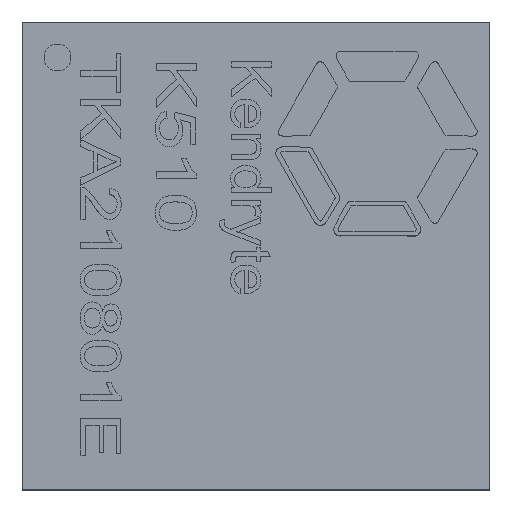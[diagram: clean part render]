
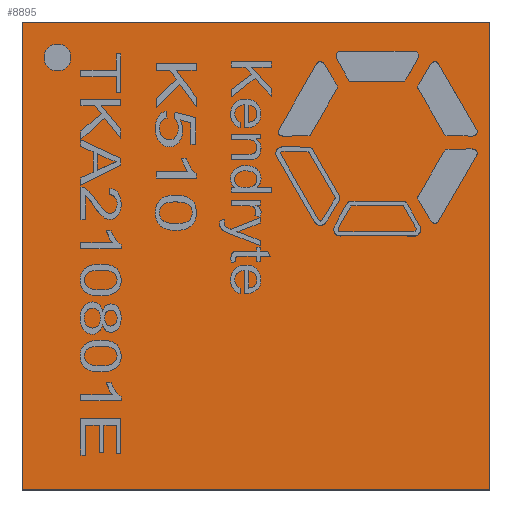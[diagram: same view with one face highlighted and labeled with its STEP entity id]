
A CAD part, top view. The second image highlights one B-rep face of the part: STEP entity #8895.
In plain terms, the highlighted planar face has unit normal (0, 0, 1).
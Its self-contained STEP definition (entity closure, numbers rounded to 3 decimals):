
#8895=ADVANCED_FACE('',(#11108),#10344,.T.);
#10344=PLANE('',#24462);
#11108=FACE_OUTER_BOUND('',#11985,.T.);
#11985=EDGE_LOOP('',(#12942,#12943,#12944,#12945));
#12942=ORIENTED_EDGE('',*,*,#20123,.F.);
#12943=ORIENTED_EDGE('',*,*,#20124,.F.);
#12944=ORIENTED_EDGE('',*,*,#20125,.F.);
#12945=ORIENTED_EDGE('',*,*,#20126,.F.);
#17900=VERTEX_POINT('',#29454);
#17901=VERTEX_POINT('',#29455);
#17902=VERTEX_POINT('',#29457);
#17903=VERTEX_POINT('',#29459);
#20123=EDGE_CURVE('',#17900,#17901,#22618,.T.);
#20124=EDGE_CURVE('',#17902,#17900,#22619,.T.);
#20125=EDGE_CURVE('',#17903,#17902,#22620,.T.);
#20126=EDGE_CURVE('',#17901,#17903,#22621,.T.);
#22618=LINE('',#29453,#23479);
#22619=LINE('',#29456,#23480);
#22620=LINE('',#29458,#23481);
#22621=LINE('',#29460,#23482);
#23479=VECTOR('',#25818,1.);
#23480=VECTOR('',#25819,1.);
#23481=VECTOR('',#25820,1.);
#23482=VECTOR('',#25821,1.);
#24462=AXIS2_PLACEMENT_3D('',#29461,#25822,#25823);
#25818=DIRECTION('',(-1.,0.,0.));
#25819=DIRECTION('',(0.,-1.,0.));
#25820=DIRECTION('',(1.,0.,0.));
#25821=DIRECTION('',(0.,1.,0.));
#25822=DIRECTION('',(0.,0.,1.));
#25823=DIRECTION('',(1.,0.,0.));
#29453=CARTESIAN_POINT('',(7.,0.,0.89));
#29454=CARTESIAN_POINT('',(14.,0.,0.89));
#29455=CARTESIAN_POINT('',(0.,0.,0.89));
#29456=CARTESIAN_POINT('',(14.,7.,0.89));
#29457=CARTESIAN_POINT('',(14.,14.,0.89));
#29458=CARTESIAN_POINT('',(7.,14.,0.89));
#29459=CARTESIAN_POINT('',(0.,14.,0.89));
#29460=CARTESIAN_POINT('',(0.,7.,0.89));
#29461=CARTESIAN_POINT('',(7.,7.,0.89));
